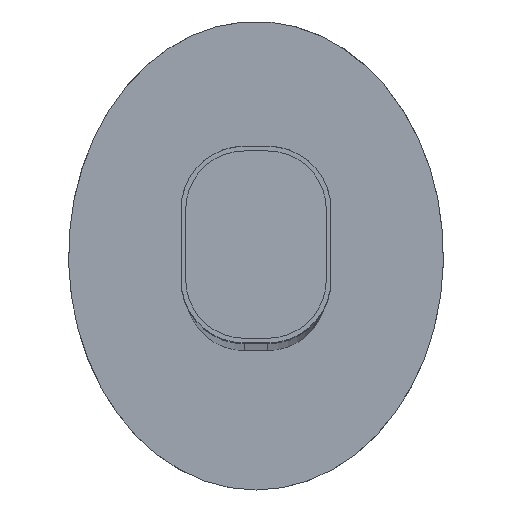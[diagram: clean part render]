
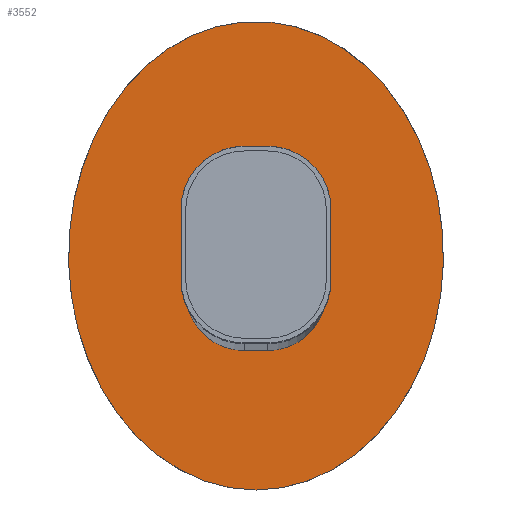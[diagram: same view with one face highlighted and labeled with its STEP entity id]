
A CAD part, left-side view. The second image highlights one B-rep face of the part: STEP entity #3552.
In plain terms, the highlighted planar face has unit normal (-1, 0, 0).
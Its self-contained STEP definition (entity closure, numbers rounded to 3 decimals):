
#60=FACE_BOUND('',#434,.T.);
#215=FACE_OUTER_BOUND('',#433,.T.);
#433=EDGE_LOOP('',(#2542));
#434=EDGE_LOOP('',(#2543,#2544,#2545,#2546,#2547,#2548,#2549));
#690=LINE('',#5302,#1118);
#694=LINE('',#5310,#1122);
#697=LINE('',#5317,#1125);
#698=LINE('',#5318,#1126);
#702=LINE('',#5326,#1130);
#705=LINE('',#5332,#1133);
#708=LINE('',#5337,#1136);
#1118=VECTOR('',#4268,10.);
#1122=VECTOR('',#4274,10.);
#1125=VECTOR('',#4279,10.);
#1126=VECTOR('',#4280,10.);
#1130=VECTOR('',#4286,10.);
#1133=VECTOR('',#4291,10.);
#1136=VECTOR('',#4296,10.);
#1469=ELLIPSE('',#3847,50.,40.);
#1542=VERTEX_POINT('',#5300);
#1543=VERTEX_POINT('',#5301);
#1546=VERTEX_POINT('',#5309);
#1548=VERTEX_POINT('',#5315);
#1549=VERTEX_POINT('',#5316);
#1552=VERTEX_POINT('',#5325);
#1554=VERTEX_POINT('',#5331);
#1557=VERTEX_POINT('',#5359);
#1900=EDGE_CURVE('',#1542,#1543,#690,.T.);
#1904=EDGE_CURVE('',#1546,#1542,#694,.T.);
#1907=EDGE_CURVE('',#1548,#1549,#697,.T.);
#1908=EDGE_CURVE('',#1549,#1546,#698,.T.);
#1912=EDGE_CURVE('',#1552,#1548,#702,.T.);
#1915=EDGE_CURVE('',#1554,#1552,#705,.T.);
#1918=EDGE_CURVE('',#1543,#1554,#708,.T.);
#1922=EDGE_CURVE('',#1557,#1557,#1469,.T.);
#2542=ORIENTED_EDGE('',*,*,#1922,.T.);
#2543=ORIENTED_EDGE('',*,*,#1918,.F.);
#2544=ORIENTED_EDGE('',*,*,#1900,.F.);
#2545=ORIENTED_EDGE('',*,*,#1904,.F.);
#2546=ORIENTED_EDGE('',*,*,#1908,.F.);
#2547=ORIENTED_EDGE('',*,*,#1907,.F.);
#2548=ORIENTED_EDGE('',*,*,#1912,.F.);
#2549=ORIENTED_EDGE('',*,*,#1915,.F.);
#3333=PLANE('',#3849);
#3552=ADVANCED_FACE('',(#215,#60),#3333,.F.);
#3847=AXIS2_PLACEMENT_3D('',#5361,#4301,#4302);
#3849=AXIS2_PLACEMENT_3D('',#5363,#4305,#4306);
#4268=DIRECTION('',(0.,0.,1.));
#4274=DIRECTION('',(0.,-0.259,0.966));
#4279=DIRECTION('',(0.,-1.,0.));
#4280=DIRECTION('',(0.,-1.,0.));
#4286=DIRECTION('',(0.,-0.259,-0.966));
#4291=DIRECTION('',(0.,0.,-1.));
#4296=DIRECTION('',(0.,1.,0.));
#4301=DIRECTION('center_axis',(-1.,0.,0.));
#4302=DIRECTION('ref_axis',(0.,0.,1.));
#4305=DIRECTION('center_axis',(1.,0.,0.));
#4306=DIRECTION('ref_axis',(0.,1.,0.));
#5300=CARTESIAN_POINT('',(0.,-2.55,-5.415));
#5301=CARTESIAN_POINT('',(0.,-2.55,9.8));
#5302=CARTESIAN_POINT('',(0.,-2.55,9.8));
#5309=CARTESIAN_POINT('',(0.,-1.375,-9.8));
#5310=CARTESIAN_POINT('',(0.,-1.375,-9.8));
#5315=CARTESIAN_POINT('',(0.,1.375,-9.8));
#5316=CARTESIAN_POINT('',(0.,0.,-9.8));
#5317=CARTESIAN_POINT('',(0.,0.,-9.8));
#5318=CARTESIAN_POINT('',(0.,0.,-9.8));
#5325=CARTESIAN_POINT('',(0.,2.55,-5.415));
#5326=CARTESIAN_POINT('',(0.,1.375,-9.8));
#5331=CARTESIAN_POINT('',(0.,2.55,9.8));
#5332=CARTESIAN_POINT('',(0.,2.55,9.8));
#5337=CARTESIAN_POINT('',(0.,0.,9.8));
#5359=CARTESIAN_POINT('',(0.,0.,-50.));
#5361=CARTESIAN_POINT('Origin',(0.,0.,0.));
#5363=CARTESIAN_POINT('Origin',(0.,0.,0.));
